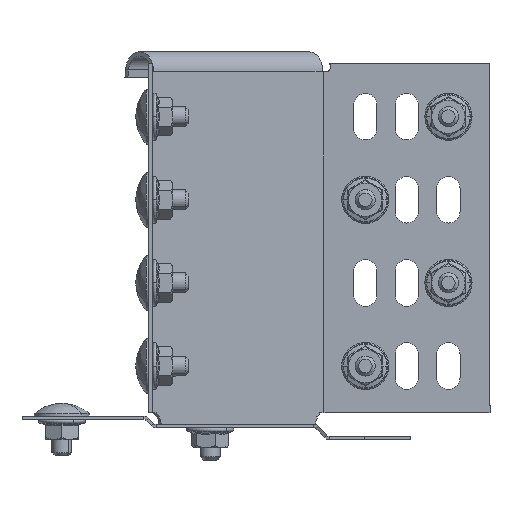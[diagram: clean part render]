
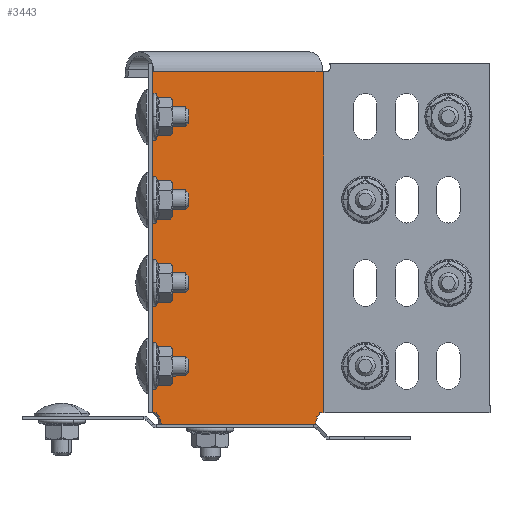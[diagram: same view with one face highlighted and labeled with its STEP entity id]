
A CAD part, left-side view. The second image highlights one B-rep face of the part: STEP entity #3443.
In plain terms, the highlighted face is planar.
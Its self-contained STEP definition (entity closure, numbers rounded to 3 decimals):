
#14 = LINE ( 'NONE', #3203, #3673 ) ;
#80 = VERTEX_POINT ( 'NONE', #3216 ) ;
#159 = EDGE_CURVE ( 'NONE', #4932, #1848, #9624, .T. ) ;
#203 = VERTEX_POINT ( 'NONE', #6374 ) ;
#328 = DIRECTION ( 'NONE',  ( 1., 0., 0. ) ) ;
#355 = VECTOR ( 'NONE', #9692, 1000. ) ;
#420 = CARTESIAN_POINT ( 'NONE',  ( -36., 123.5, 0. ) ) ;
#478 = ORIENTED_EDGE ( 'NONE', *, *, #7231, .F. ) ;
#529 = FACE_OUTER_BOUND ( 'NONE', #4839, .T. ) ;
#572 = CARTESIAN_POINT ( 'NONE',  ( 36.414, 125., 0. ) ) ;
#610 = EDGE_CURVE ( 'NONE', #8042, #9182, #8835, .T. ) ;
#638 = EDGE_CURVE ( 'NONE', #4932, #80, #4057, .T. ) ;
#760 = EDGE_CURVE ( 'NONE', #1848, #7859, #4311, .T. ) ;
#862 = VECTOR ( 'NONE', #7275, 1000. ) ;
#979 = CARTESIAN_POINT ( 'NONE',  ( -32.976, 18.242, 0. ) ) ;
#1157 = EDGE_CURVE ( 'NONE', #203, #3545, #2338, .T. ) ;
#1212 = AXIS2_PLACEMENT_3D ( 'NONE', #8952, #8251, #6005 ) ;
#1355 = CARTESIAN_POINT ( 'NONE',  ( 32.728, 17.46, 0. ) ) ;
#1466 = CARTESIAN_POINT ( 'NONE',  ( -35., 21., 0. ) ) ;
#1667 = EDGE_CURVE ( 'NONE', #5548, #1901, #2048, .T. ) ;
#1688 = CARTESIAN_POINT ( 'NONE',  ( -33.71, 19.71, 0. ) ) ;
#1694 = CARTESIAN_POINT ( 'NONE',  ( 32.976, 18.242, 0. ) ) ;
#1735 = CARTESIAN_POINT ( 'NONE',  ( 35., 21., 0. ) ) ;
#1758 = EDGE_CURVE ( 'NONE', #8042, #5507, #2388, .T. ) ;
#1765 = CARTESIAN_POINT ( 'NONE',  ( 32.728, 17.46, 0. ) ) ;
#1799 = CARTESIAN_POINT ( 'NONE',  ( 33.511, 19.351, 0. ) ) ;
#1848 = VERTEX_POINT ( 'NONE', #1466 ) ;
#1872 = CARTESIAN_POINT ( 'NONE',  ( -35., 21., 0. ) ) ;
#1901 = VERTEX_POINT ( 'NONE', #4479 ) ;
#1938 = DIRECTION ( 'NONE',  ( 0.707, -0.707, 0. ) ) ;
#2048 = LINE ( 'NONE', #9576, #4292 ) ;
#2129 = VECTOR ( 'NONE', #4098, 1000. ) ;
#2252 = EDGE_CURVE ( 'NONE', #7859, #3960, #6265, .T. ) ;
#2281 = VECTOR ( 'NONE', #328, 1000. ) ;
#2320 = EDGE_CURVE ( 'NONE', #80, #6829, #14, .T. ) ;
#2338 = B_SPLINE_CURVE_WITH_KNOTS ( 'NONE', 3,
 ( #3266, #1799, #6271, #1694, #7746, #1765 ),
 .UNSPECIFIED., .F., .F.,
 ( 4, 2, 4 ),
 ( 0.003, 0.004, 0.005 ),
 .UNSPECIFIED. ) ;
#2367 = LINE ( 'NONE', #572, #355 ) ;
#2373 = LINE ( 'NONE', #6113, #6034 ) ;
#2388 = LINE ( 'NONE', #9674, #8332 ) ;
#2595 = ORIENTED_EDGE ( 'NONE', *, *, #1667, .F. ) ;
#2609 = LINE ( 'NONE', #8567, #2129 ) ;
#2654 = DIRECTION ( 'NONE',  ( 1., 0., 0. ) ) ;
#2773 = DIRECTION ( 'NONE',  ( 0.707, 0.707, 0. ) ) ;
#3093 = ORIENTED_EDGE ( 'NONE', *, *, #9030, .F. ) ;
#3203 = CARTESIAN_POINT ( 'NONE',  ( -36.414, 125., 0. ) ) ;
#3216 = CARTESIAN_POINT ( 'NONE',  ( -36.414, 21., 0. ) ) ;
#3266 = CARTESIAN_POINT ( 'NONE',  ( 33.71, 19.71, 0. ) ) ;
#3443 = ADVANCED_FACE ( 'NONE', ( #529 ), #7429, .F. ) ;
#3545 = VERTEX_POINT ( 'NONE', #1355 ) ;
#3673 = VECTOR ( 'NONE', #7054, 1000. ) ;
#3782 = VECTOR ( 'NONE', #2654, 1000. ) ;
#3871 = CARTESIAN_POINT ( 'NONE',  ( -36., 21., 0. ) ) ;
#3960 = VERTEX_POINT ( 'NONE', #6391 ) ;
#4023 = CARTESIAN_POINT ( 'NONE',  ( -33.511, 19.351, 0. ) ) ;
#4057 = LINE ( 'NONE', #8199, #862 ) ;
#4083 = CARTESIAN_POINT ( 'NONE',  ( 36., 123.5, 0. ) ) ;
#4098 = DIRECTION ( 'NONE',  ( 1., 0., 0. ) ) ;
#4292 = VECTOR ( 'NONE', #6487, 1000. ) ;
#4311 = LINE ( 'NONE', #7892, #5026 ) ;
#4479 = CARTESIAN_POINT ( 'NONE',  ( 36.414, 21., 0. ) ) ;
#4550 = ORIENTED_EDGE ( 'NONE', *, *, #2320, .T. ) ;
#4825 = EDGE_CURVE ( 'NONE', #5507, #6829, #2373, .T. ) ;
#4839 = EDGE_LOOP ( 'NONE', ( #7080, #5656, #6142, #2595, #3093, #478, #7665, #5728, #6016, #6018, #8731, #6813, #4550, #5359 ) ) ;
#4932 = VERTEX_POINT ( 'NONE', #3871 ) ;
#5026 = VECTOR ( 'NONE', #1938, 1000. ) ;
#5220 = VECTOR ( 'NONE', #2773, 1000. ) ;
#5240 = CARTESIAN_POINT ( 'NONE',  ( 36., 21., 0. ) ) ;
#5359 = ORIENTED_EDGE ( 'NONE', *, *, #4825, .F. ) ;
#5507 = VERTEX_POINT ( 'NONE', #420 ) ;
#5548 = VERTEX_POINT ( 'NONE', #5240 ) ;
#5615 = CARTESIAN_POINT ( 'NONE',  ( 36.414, 123.5, 0. ) ) ;
#5656 = ORIENTED_EDGE ( 'NONE', *, *, #610, .T. ) ;
#5728 = ORIENTED_EDGE ( 'NONE', *, *, #7415, .F. ) ;
#5796 = VERTEX_POINT ( 'NONE', #1735 ) ;
#5868 = DIRECTION ( 'NONE',  ( -1., 0., 0. ) ) ;
#5921 = LINE ( 'NONE', #9068, #5220 ) ;
#6005 = DIRECTION ( 'NONE',  ( 1., 0., 0. ) ) ;
#6016 = ORIENTED_EDGE ( 'NONE', *, *, #2252, .F. ) ;
#6018 = ORIENTED_EDGE ( 'NONE', *, *, #760, .F. ) ;
#6034 = VECTOR ( 'NONE', #6867, 1000. ) ;
#6113 = CARTESIAN_POINT ( 'NONE',  ( -37.039, 123.5, 0. ) ) ;
#6142 = ORIENTED_EDGE ( 'NONE', *, *, #7729, .T. ) ;
#6193 = CARTESIAN_POINT ( 'NONE',  ( -33.71, 19.71, 0. ) ) ;
#6265 = B_SPLINE_CURVE_WITH_KNOTS ( 'NONE', 3,
 ( #1688, #4023, #7836, #979, #9251, #7706 ),
 .UNSPECIFIED., .F., .F.,
 ( 4, 2, 4 ),
 ( 0.003, 0.004, 0.005 ),
 .UNSPECIFIED. ) ;
#6271 = CARTESIAN_POINT ( 'NONE',  ( 33.313, 18.991, 0. ) ) ;
#6330 = CARTESIAN_POINT ( 'NONE',  ( 36., 123.5, 0. ) ) ;
#6374 = CARTESIAN_POINT ( 'NONE',  ( 33.71, 19.71, 0. ) ) ;
#6391 = CARTESIAN_POINT ( 'NONE',  ( -32.728, 17.46, 0. ) ) ;
#6487 = DIRECTION ( 'NONE',  ( 1., 0., 0. ) ) ;
#6575 = VECTOR ( 'NONE', #9279, 1000. ) ;
#6813 = ORIENTED_EDGE ( 'NONE', *, *, #638, .T. ) ;
#6829 = VERTEX_POINT ( 'NONE', #9306 ) ;
#6867 = DIRECTION ( 'NONE',  ( -1., 0., 0. ) ) ;
#7054 = DIRECTION ( 'NONE',  ( 0., 1., 0. ) ) ;
#7080 = ORIENTED_EDGE ( 'NONE', *, *, #1758, .F. ) ;
#7231 = EDGE_CURVE ( 'NONE', #203, #5796, #5921, .T. ) ;
#7275 = DIRECTION ( 'NONE',  ( -1., 0., 0. ) ) ;
#7415 = EDGE_CURVE ( 'NONE', #3960, #3545, #2609, .T. ) ;
#7429 = PLANE ( 'NONE',  #1212 ) ;
#7665 = ORIENTED_EDGE ( 'NONE', *, *, #1157, .T. ) ;
#7706 = CARTESIAN_POINT ( 'NONE',  ( -32.728, 17.46, 0. ) ) ;
#7729 = EDGE_CURVE ( 'NONE', #9182, #1901, #2367, .T. ) ;
#7746 = CARTESIAN_POINT ( 'NONE',  ( 32.838, 17.855, 0. ) ) ;
#7836 = CARTESIAN_POINT ( 'NONE',  ( -33.313, 18.991, 0. ) ) ;
#7859 = VERTEX_POINT ( 'NONE', #6193 ) ;
#7892 = CARTESIAN_POINT ( 'NONE',  ( -14., 0., 0. ) ) ;
#7909 = LINE ( 'NONE', #9175, #6575 ) ;
#8042 = VERTEX_POINT ( 'NONE', #4083 ) ;
#8199 = CARTESIAN_POINT ( 'NONE',  ( -36., 21., 0. ) ) ;
#8251 = DIRECTION ( 'NONE',  ( 0., 0., 1. ) ) ;
#8332 = VECTOR ( 'NONE', #5868, 1000. ) ;
#8567 = CARTESIAN_POINT ( 'NONE',  ( -37.039, 17.46, 0. ) ) ;
#8731 = ORIENTED_EDGE ( 'NONE', *, *, #159, .F. ) ;
#8835 = LINE ( 'NONE', #6330, #2281 ) ;
#8952 = CARTESIAN_POINT ( 'NONE',  ( -37.039, 125., 0. ) ) ;
#9030 = EDGE_CURVE ( 'NONE', #5796, #5548, #7909, .T. ) ;
#9068 = CARTESIAN_POINT ( 'NONE',  ( 14., 0., 0. ) ) ;
#9175 = CARTESIAN_POINT ( 'NONE',  ( 35., 21., 0. ) ) ;
#9182 = VERTEX_POINT ( 'NONE', #5615 ) ;
#9251 = CARTESIAN_POINT ( 'NONE',  ( -32.838, 17.855, 0. ) ) ;
#9279 = DIRECTION ( 'NONE',  ( 1., 0., 0. ) ) ;
#9306 = CARTESIAN_POINT ( 'NONE',  ( -36.414, 123.5, 0. ) ) ;
#9576 = CARTESIAN_POINT ( 'NONE',  ( -37.039, 21., 0. ) ) ;
#9624 = LINE ( 'NONE', #1872, #3782 ) ;
#9674 = CARTESIAN_POINT ( 'NONE',  ( -37.039, 123.5, 0. ) ) ;
#9692 = DIRECTION ( 'NONE',  ( 0., -1., 0. ) ) ;
